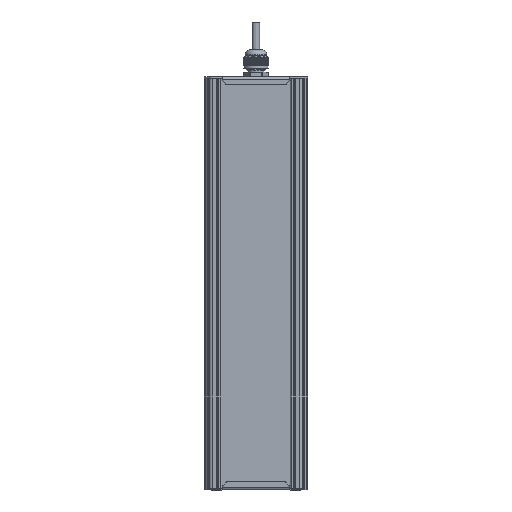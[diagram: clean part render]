
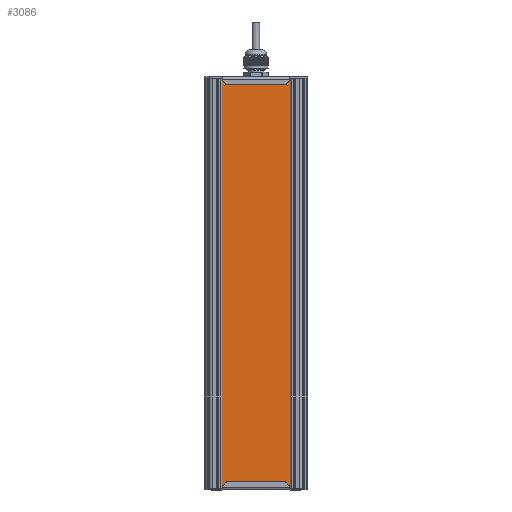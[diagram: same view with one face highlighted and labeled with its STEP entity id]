
A CAD part, front view. The second image highlights one B-rep face of the part: STEP entity #3086.
In plain terms, the highlighted face is planar.
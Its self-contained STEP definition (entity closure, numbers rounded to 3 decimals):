
#3086=ADVANCED_FACE('',(#10112),#10114,.T.);
#10112=FACE_BOUND('',#10113,.T.);
#10113=EDGE_LOOP('',(#36501,#36502,#36503,#36504));
#10114=PLANE('',#10115);
#10115=AXIS2_PLACEMENT_3D('',#10116,#10117,#10118);
#10116=CARTESIAN_POINT('',(120.465,593.492,117.308));
#10117=DIRECTION('',(0.,0.,-1.));
#10118=DIRECTION('',(0.,1.,0.));
#36501=ORIENTED_EDGE('',*,*,#42800,.T.);
#36502=ORIENTED_EDGE('',*,*,#42799,.T.);
#36503=ORIENTED_EDGE('',*,*,#42801,.F.);
#36504=ORIENTED_EDGE('',*,*,#42802,.F.);
#42799=EDGE_CURVE('',#48302,#48307,#48309,.T.);
#42800=EDGE_CURVE('',#48310,#48302,#48311,.T.);
#42801=EDGE_CURVE('',#48312,#48307,#48313,.T.);
#42802=EDGE_CURVE('',#48310,#48312,#48314,.T.);
#48302=VERTEX_POINT('',#67944);
#48307=VERTEX_POINT('',#67953);
#48309=LINE('',#67957,#67958);
#48310=VERTEX_POINT('',#67960);
#48311=LINE('',#67961,#67962);
#48312=VERTEX_POINT('',#67964);
#48313=LINE('',#67965,#67966);
#48314=LINE('',#67968,#67969);
#67944=CARTESIAN_POINT('',(120.465,679.838,117.308));
#67953=CARTESIAN_POINT('',(566.465,679.838,117.308));
#67957=CARTESIAN_POINT('',(120.465,679.838,117.308));
#67958=VECTOR('',#67959,1.);
#67959=DIRECTION('',(1.,0.,0.));
#67960=CARTESIAN_POINT('',(120.465,593.492,117.308));
#67961=CARTESIAN_POINT('',(120.465,593.492,117.308));
#67962=VECTOR('',#67963,1.);
#67963=DIRECTION('',(0.,1.,0.));
#67964=CARTESIAN_POINT('',(566.465,593.492,117.308));
#67965=CARTESIAN_POINT('',(566.465,593.492,117.308));
#67966=VECTOR('',#67967,1.);
#67967=DIRECTION('',(0.,1.,0.));
#67968=CARTESIAN_POINT('',(120.465,593.492,117.308));
#67969=VECTOR('',#67970,1.);
#67970=DIRECTION('',(1.,0.,0.));
